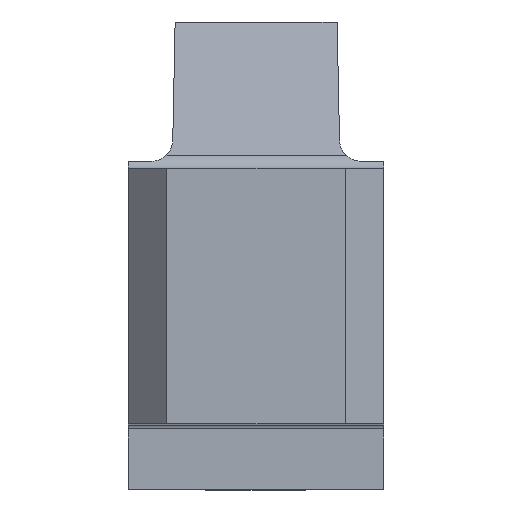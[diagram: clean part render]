
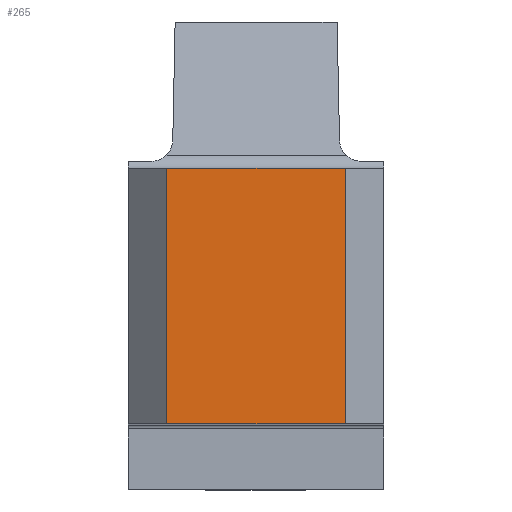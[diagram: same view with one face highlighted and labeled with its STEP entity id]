
A CAD part, top view. The second image highlights one B-rep face of the part: STEP entity #265.
In plain terms, the highlighted planar face has unit normal (0, 0, 1).
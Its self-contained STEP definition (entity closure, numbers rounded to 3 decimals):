
#265=ADVANCED_FACE('CU_BACK_SU1',(#438),#375,.F.);
#375=PLANE('',#2193);
#438=FACE_OUTER_BOUND('',#540,.T.);
#540=EDGE_LOOP('',(#762,#763,#764,#765));
#762=ORIENTED_EDGE('',*,*,#1523,.F.);
#763=ORIENTED_EDGE('',*,*,#1524,.T.);
#764=ORIENTED_EDGE('',*,*,#1525,.T.);
#765=ORIENTED_EDGE('',*,*,#1526,.F.);
#1324=VERTEX_POINT('',#3074);
#1325=VERTEX_POINT('',#3075);
#1326=VERTEX_POINT('',#3077);
#1327=VERTEX_POINT('',#3079);
#1523=EDGE_CURVE('',#1324,#1325,#1797,.T.);
#1524=EDGE_CURVE('',#1324,#1326,#1798,.T.);
#1525=EDGE_CURVE('',#1326,#1327,#1799,.T.);
#1526=EDGE_CURVE('',#1325,#1327,#1800,.T.);
#1797=LINE('',#3073,#1964);
#1798=LINE('',#3076,#1965);
#1799=LINE('',#3078,#1966);
#1800=LINE('',#3080,#1967);
#1964=VECTOR('',#2455,1.);
#1965=VECTOR('',#2456,1.);
#1966=VECTOR('',#2457,1.);
#1967=VECTOR('',#2458,1.);
#2193=AXIS2_PLACEMENT_3D('',#3081,#2459,#2460);
#2455=DIRECTION('',(0.,1.,0.));
#2456=DIRECTION('',(1.,0.,0.));
#2457=DIRECTION('',(0.,1.,0.));
#2458=DIRECTION('',(1.,0.,0.));
#2459=DIRECTION('',(0.,0.,-1.));
#2460=DIRECTION('',(-1.,0.,0.));
#3073=CARTESIAN_POINT('',(-16.925,0.,0.));
#3074=CARTESIAN_POINT('',(-16.925,0.,0.));
#3075=CARTESIAN_POINT('',(-16.925,19.925,0.));
#3076=CARTESIAN_POINT('',(-110.,0.,0.));
#3077=CARTESIAN_POINT('',(-3.,0.,0.));
#3078=CARTESIAN_POINT('',(-3.,0.,0.));
#3079=CARTESIAN_POINT('',(-3.,19.925,0.));
#3080=CARTESIAN_POINT('',(-110.,19.925,0.));
#3081=CARTESIAN_POINT('',(13.69,31.465,0.));
